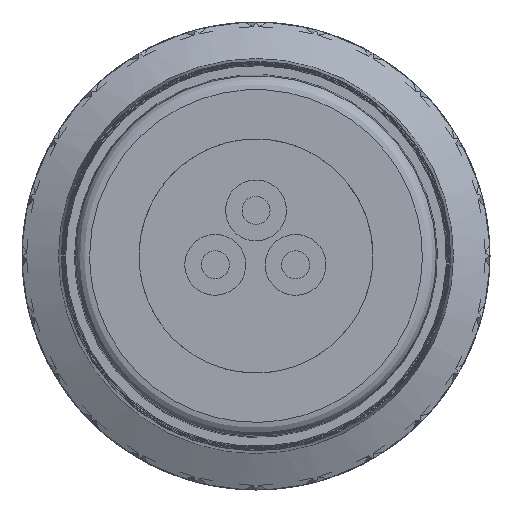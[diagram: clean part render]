
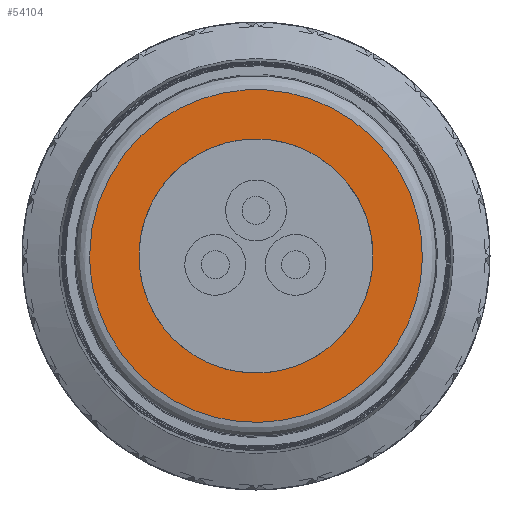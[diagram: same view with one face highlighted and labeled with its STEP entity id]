
A CAD part, front view. The second image highlights one B-rep face of the part: STEP entity #54104.
In plain terms, the highlighted free-form (B-spline) face has degree [1, 1] with [2, 2] control points.
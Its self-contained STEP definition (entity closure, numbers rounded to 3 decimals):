
#3744=CARTESIAN_POINT('',(-3.555,0.,0.));
#3745=VERTEX_POINT('',#3744);
#3752=CARTESIAN_POINT('',(-3.555,0.,0.));
#3753=CARTESIAN_POINT('',(-3.555,0.,3.555));
#3754=CARTESIAN_POINT('',(0.,0.,3.555));
#3755=CARTESIAN_POINT('',(3.555,0.,3.555));
#3756=CARTESIAN_POINT('',(3.555,0.,0.));
#3757=CARTESIAN_POINT('',(3.555,0.,-3.555));
#3758=CARTESIAN_POINT('',(0.,0.,-3.555));
#3759=CARTESIAN_POINT('',(-3.555,0.,-3.555));
#3760=CARTESIAN_POINT('',(-3.555,0.,0.));
#3761=(BOUNDED_CURVE()B_SPLINE_CURVE(2,(#3752,#3753,#3754,#3755,#3756,#3757,#3758,#3759,#3760),.CIRCULAR_ARC.,.T.,.U.)B_SPLINE_CURVE_WITH_KNOTS((3,2,2,2,3),(0.,0.25,0.5,0.75,1.),.UNSPECIFIED.)CURVE()GEOMETRIC_REPRESENTATION_ITEM()RATIONAL_B_SPLINE_CURVE((1.,0.707,1.,0.707,1.,0.707,1.,0.707,1.))REPRESENTATION_ITEM(''));
#3762=EDGE_CURVE('',#3745,#3745,#3761,.T.);
#54082=CARTESIAN_POINT('',(10.664,0.,10.664));
#54083=CARTESIAN_POINT('',(10.664,0.,-10.664));
#54084=CARTESIAN_POINT('',(-10.664,0.,10.664));
#54085=CARTESIAN_POINT('',(-10.664,0.,-10.664));
#54086=B_SPLINE_SURFACE_WITH_KNOTS('',1,1,((#54082,#54083),(#54084,#54085)),.PLANE_SURF.,.F.,.F.,.U.,(2,2),(2,2),(-1.,2.),(-1.,2.),.UNSPECIFIED.);
#54087=ORIENTED_EDGE('',*,*,#3762,.F.);
#54088=EDGE_LOOP('',(#54087));
#54089=FACE_OUTER_BOUND('',#54088,.T.);
#54090=CARTESIAN_POINT('',(2.5,0.,0.));
#54091=VERTEX_POINT('',#54090);
#54092=CARTESIAN_POINT('',(2.5,0.,0.));
#54093=CARTESIAN_POINT('',(2.5,0.,-4.33));
#54094=CARTESIAN_POINT('',(-1.25,0.,-2.165));
#54095=CARTESIAN_POINT('',(-5.,0.,0.));
#54096=CARTESIAN_POINT('',(-1.25,0.,2.165));
#54097=CARTESIAN_POINT('',(2.5,0.,4.33));
#54098=CARTESIAN_POINT('',(2.5,0.,0.));
#54099=(BOUNDED_CURVE()B_SPLINE_CURVE(2,(#54092,#54093,#54094,#54095,#54096,#54097,#54098),.CIRCULAR_ARC.,.T.,.U.)B_SPLINE_CURVE_WITH_KNOTS((3,2,2,3),(0.,0.333,0.667,1.),.UNSPECIFIED.)CURVE()GEOMETRIC_REPRESENTATION_ITEM()RATIONAL_B_SPLINE_CURVE((1.,0.5,1.,0.5,1.,0.5,1.))REPRESENTATION_ITEM(''));
#54100=EDGE_CURVE('',#54091,#54091,#54099,.T.);
#54101=ORIENTED_EDGE('',*,*,#54100,.T.);
#54102=EDGE_LOOP('',(#54101));
#54103=FACE_BOUND('',#54102,.T.);
#54104=ADVANCED_FACE('',(#54089,#54103),#54086,.T.);
